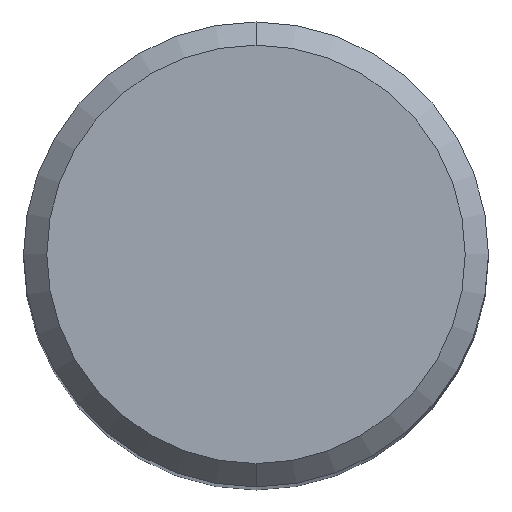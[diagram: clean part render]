
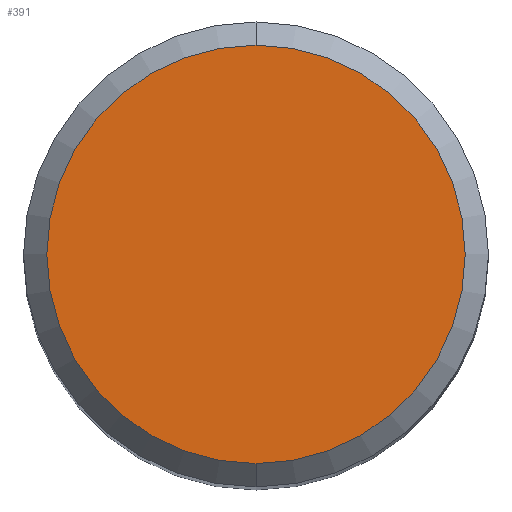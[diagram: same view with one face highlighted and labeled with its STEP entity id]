
A CAD part, top view. The second image highlights one B-rep face of the part: STEP entity #391.
In plain terms, the highlighted planar face has unit normal (0, 0, 1).
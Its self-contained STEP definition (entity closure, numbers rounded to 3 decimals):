
#199=VERTEX_POINT('',#493);
#351=EDGE_CURVE('',#199,#357,#661,.T.);
#357=VERTEX_POINT('',#668);
#391=ADVANCED_FACE('',(#705),#706,.T.);
#431=EDGE_CURVE('',#357,#199,#749,.T.);
#493=CARTESIAN_POINT('',(0.0,4.5,0.0));
#661=CIRCLE('',#1213,4.5);
#668=CARTESIAN_POINT('',(0.,-4.5,0.0));
#705=FACE_OUTER_BOUND('',#1295,.T.);
#706=PLANE('',#1296);
#749=CIRCLE('',#1402,4.5);
#1213=AXIS2_PLACEMENT_3D('',#1650,#1651,#1652);
#1295=EDGE_LOOP('',(#1701,#1702));
#1296=AXIS2_PLACEMENT_3D('',#1703,#1704,#1705);
#1402=AXIS2_PLACEMENT_3D('',#1735,#1736,#1737);
#1650=CARTESIAN_POINT('',(0.0,0.0,0.0));
#1651=DIRECTION('',(0.0,0.0,-1.0));
#1652=DIRECTION('',(0.0,1.0,0.0));
#1701=ORIENTED_EDGE('',*,*,#351,.F.);
#1702=ORIENTED_EDGE('',*,*,#431,.F.);
#1703=CARTESIAN_POINT('',(0.0,2.25,0.0));
#1704=DIRECTION('',(-0.0,0.0,1.0));
#1705=DIRECTION('',(0.0,-1.0,0.0));
#1735=CARTESIAN_POINT('',(0.0,0.0,0.0));
#1736=DIRECTION('',(0.0,0.0,-1.0));
#1737=DIRECTION('',(0.0,1.0,0.0));
